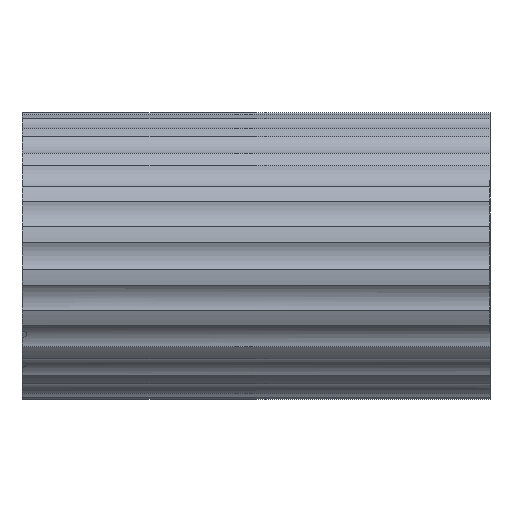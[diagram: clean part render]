
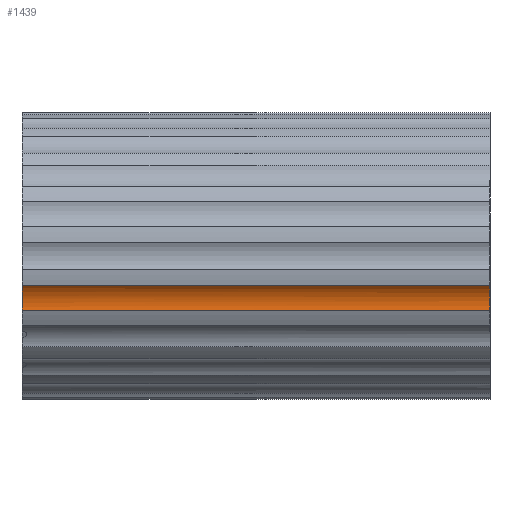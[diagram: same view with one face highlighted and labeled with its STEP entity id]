
A CAD part, left-side view. The second image highlights one B-rep face of the part: STEP entity #1439.
In plain terms, the highlighted cylindrical face has radius 3.013 mm (diameter 6.025 mm), a partial arc.
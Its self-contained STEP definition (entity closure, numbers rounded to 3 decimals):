
#22=CYLINDRICAL_SURFACE('',#1552,3.013);
#70=LINE('',#2956,#179);
#71=LINE('',#2959,#180);
#179=VECTOR('',#1750,1000.);
#180=VECTOR('',#1753,1000.);
#322=FACE_OUTER_BOUND('',#404,.T.);
#404=EDGE_LOOP('',(#1041,#1042,#1043,#1044,#1045,#1046,#1047));
#490=CIRCLE('',#1536,3.013);
#506=CIRCLE('',#1553,3.013);
#507=CIRCLE('',#1554,3.013);
#508=CIRCLE('',#1555,3.013);
#587=B_SPLINE_CURVE_WITH_KNOTS('',3,(#2911,#2912,#2913,#2914,#2915,#2916,
#2917,#2918,#2919,#2920,#2921,#2922,#2923),.UNSPECIFIED.,.F.,.F.,(4,3,3,
3,4),(0.,0.011,0.02,0.026,0.032),
 .UNSPECIFIED.);
#621=VERTEX_POINT('',#2451);
#622=VERTEX_POINT('',#2465);
#623=VERTEX_POINT('',#2467);
#644=VERTEX_POINT('',#2951);
#645=VERTEX_POINT('',#2953);
#646=VERTEX_POINT('',#2955);
#647=VERTEX_POINT('',#2957);
#770=EDGE_CURVE('',#623,#622,#490,.T.);
#798=EDGE_CURVE('',#622,#621,#587,.T.);
#800=EDGE_CURVE('',#621,#644,#506,.T.);
#801=EDGE_CURVE('',#644,#645,#507,.T.);
#802=EDGE_CURVE('',#645,#646,#70,.T.);
#803=EDGE_CURVE('',#647,#646,#508,.T.);
#804=EDGE_CURVE('',#647,#623,#71,.T.);
#1041=ORIENTED_EDGE('',*,*,#798,.T.);
#1042=ORIENTED_EDGE('',*,*,#800,.T.);
#1043=ORIENTED_EDGE('',*,*,#801,.T.);
#1044=ORIENTED_EDGE('',*,*,#802,.T.);
#1045=ORIENTED_EDGE('',*,*,#803,.F.);
#1046=ORIENTED_EDGE('',*,*,#804,.T.);
#1047=ORIENTED_EDGE('',*,*,#770,.T.);
#1439=ADVANCED_FACE('',(#322),#22,.F.);
#1536=AXIS2_PLACEMENT_3D('',#2468,#1708,#1709);
#1552=AXIS2_PLACEMENT_3D('',#2950,#1744,#1745);
#1553=AXIS2_PLACEMENT_3D('',#2952,#1746,#1747);
#1554=AXIS2_PLACEMENT_3D('',#2954,#1748,#1749);
#1555=AXIS2_PLACEMENT_3D('',#2958,#1751,#1752);
#1708=DIRECTION('center_axis',(0.,1.,0.));
#1709=DIRECTION('ref_axis',(0.956,0.,0.293));
#1744=DIRECTION('center_axis',(0.,1.,0.));
#1745=DIRECTION('ref_axis',(0.956,0.,0.293));
#1746=DIRECTION('center_axis',(0.,1.,0.));
#1747=DIRECTION('ref_axis',(0.974,0.,0.228));
#1748=DIRECTION('center_axis',(0.,1.,0.));
#1749=DIRECTION('ref_axis',(0.956,0.,0.293));
#1750=DIRECTION('',(0.,-1.,0.));
#1751=DIRECTION('center_axis',(0.,1.,0.));
#1752=DIRECTION('ref_axis',(0.956,0.,0.293));
#1753=DIRECTION('',(0.,1.,0.));
#2451=CARTESIAN_POINT('',(-42.909,16.,-4.461));
#2465=CARTESIAN_POINT('',(-42.992,16.,-4.177));
#2467=CARTESIAN_POINT('',(-43.685,16.,-3.059));
#2468=CARTESIAN_POINT('Origin',(-45.838,16.,-5.166));
#2911=CARTESIAN_POINT('Ctrl Pts',(-42.992,16.,-4.177));
#2912=CARTESIAN_POINT('Ctrl Pts',(-42.982,15.979,-4.205));
#2913=CARTESIAN_POINT('Ctrl Pts',(-42.972,15.963,-4.237));
#2914=CARTESIAN_POINT('Ctrl Pts',(-42.961,15.955,-4.271));
#2915=CARTESIAN_POINT('Ctrl Pts',(-42.953,15.948,-4.298));
#2916=CARTESIAN_POINT('Ctrl Pts',(-42.945,15.947,-4.326));
#2917=CARTESIAN_POINT('Ctrl Pts',(-42.937,15.953,-4.354));
#2918=CARTESIAN_POINT('Ctrl Pts',(-42.932,15.956,-4.373));
#2919=CARTESIAN_POINT('Ctrl Pts',(-42.927,15.962,-4.391));
#2920=CARTESIAN_POINT('Ctrl Pts',(-42.922,15.97,-4.408));
#2921=CARTESIAN_POINT('Ctrl Pts',(-42.917,15.978,-4.427));
#2922=CARTESIAN_POINT('Ctrl Pts',(-42.913,15.988,-4.444));
#2923=CARTESIAN_POINT('Ctrl Pts',(-42.909,16.,-4.461));
#2950=CARTESIAN_POINT('Origin',(-45.838,-33.,-5.166));
#2951=CARTESIAN_POINT('',(-42.905,16.,-4.478));
#2952=CARTESIAN_POINT('Origin',(-45.838,16.,-5.166));
#2953=CARTESIAN_POINT('',(-42.874,16.,-5.703));
#2954=CARTESIAN_POINT('Origin',(-45.838,16.,-5.166));
#2955=CARTESIAN_POINT('',(-42.874,-33.,-5.703));
#2956=CARTESIAN_POINT('',(-42.874,-8.5,-5.703));
#2957=CARTESIAN_POINT('',(-43.685,-33.,-3.059));
#2958=CARTESIAN_POINT('Origin',(-45.838,-33.,-5.166));
#2959=CARTESIAN_POINT('',(-43.685,-8.5,-3.059));
